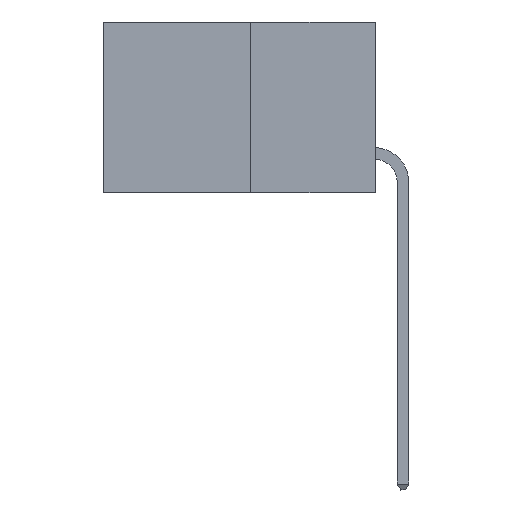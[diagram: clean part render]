
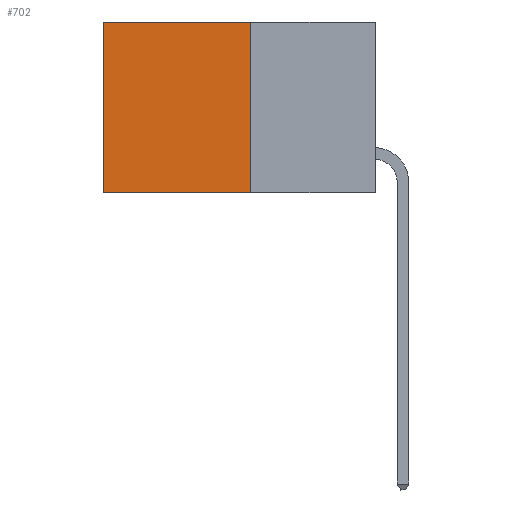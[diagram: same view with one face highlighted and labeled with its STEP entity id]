
A CAD part, left-side view. The second image highlights one B-rep face of the part: STEP entity #702.
In plain terms, the highlighted planar face has unit normal (-1, 0, 0).
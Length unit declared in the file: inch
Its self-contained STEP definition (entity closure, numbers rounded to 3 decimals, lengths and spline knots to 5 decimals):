
#432 = VERTEX_POINT ( 'NONE', #26475 ) ;
#702 = ADVANCED_FACE ( 'NONE', ( #22068 ), #21052, .F. ) ;
#756 = EDGE_CURVE ( 'NONE', #14931, #2404, #20674, .T. ) ;
#899 = CARTESIAN_POINT ( 'NONE',  ( 0.277, 0.59, -0.37 ) ) ;
#2404 = VERTEX_POINT ( 'NONE', #7434 ) ;
#5258 = LINE ( 'NONE', #899, #22007 ) ;
#6691 = CARTESIAN_POINT ( 'NONE',  ( 0.277, 0.27, 0. ) ) ;
#7434 = CARTESIAN_POINT ( 'NONE',  ( 0.277, 0.27, -0.37 ) ) ;
#8719 = ORIENTED_EDGE ( 'NONE', *, *, #20365, .T. ) ;
#9050 = LINE ( 'NONE', #20059, #20595 ) ;
#9133 = VECTOR ( 'NONE', #21336, 39.37008 ) ;
#9247 = VECTOR ( 'NONE', #13860, 39.37008 ) ;
#9500 = CARTESIAN_POINT ( 'NONE',  ( 0.277, 0.27, -0.37 ) ) ;
#11334 = DIRECTION ( 'NONE',  ( 0., 1., 0. ) ) ;
#12022 = DIRECTION ( 'NONE',  ( 0., 0., -1. ) ) ;
#12553 = VERTEX_POINT ( 'NONE', #25878 ) ;
#12904 = ORIENTED_EDGE ( 'NONE', *, *, #756, .F. ) ;
#13860 = DIRECTION ( 'NONE',  ( 0., 1., 0. ) ) ;
#14931 = VERTEX_POINT ( 'NONE', #6691 ) ;
#18428 = EDGE_LOOP ( 'NONE', ( #19093, #22137, #12904, #8719 ) ) ;
#19093 = ORIENTED_EDGE ( 'NONE', *, *, #19875, .T. ) ;
#19875 = EDGE_CURVE ( 'NONE', #432, #12553, #5258, .T. ) ;
#19900 = AXIS2_PLACEMENT_3D ( 'NONE', #21046, #20957, #21239 ) ;
#20059 = CARTESIAN_POINT ( 'NONE',  ( 0.277, 0.27, 0. ) ) ;
#20365 = EDGE_CURVE ( 'NONE', #14931, #432, #9050, .T. ) ;
#20595 = VECTOR ( 'NONE', #11334, 39.37008 ) ;
#20674 = LINE ( 'NONE', #21438, #9133 ) ;
#20957 = DIRECTION ( 'NONE',  ( 1., 0., 0. ) ) ;
#21046 = CARTESIAN_POINT ( 'NONE',  ( 0.277, 0.27, -0.37 ) ) ;
#21052 = PLANE ( 'NONE',  #19900 ) ;
#21239 = DIRECTION ( 'NONE',  ( 0., 0., -1. ) ) ;
#21336 = DIRECTION ( 'NONE',  ( 0., 0., -1. ) ) ;
#21438 = CARTESIAN_POINT ( 'NONE',  ( 0.277, 0.27, -0.37 ) ) ;
#22007 = VECTOR ( 'NONE', #12022, 39.37008 ) ;
#22068 = FACE_OUTER_BOUND ( 'NONE', #18428, .T. ) ;
#22137 = ORIENTED_EDGE ( 'NONE', *, *, #27720, .F. ) ;
#25878 = CARTESIAN_POINT ( 'NONE',  ( 0.277, 0.59, -0.37 ) ) ;
#26475 = CARTESIAN_POINT ( 'NONE',  ( 0.277, 0.59, 0. ) ) ;
#26559 = LINE ( 'NONE', #9500, #9247 ) ;
#27720 = EDGE_CURVE ( 'NONE', #2404, #12553, #26559, .T. ) ;
